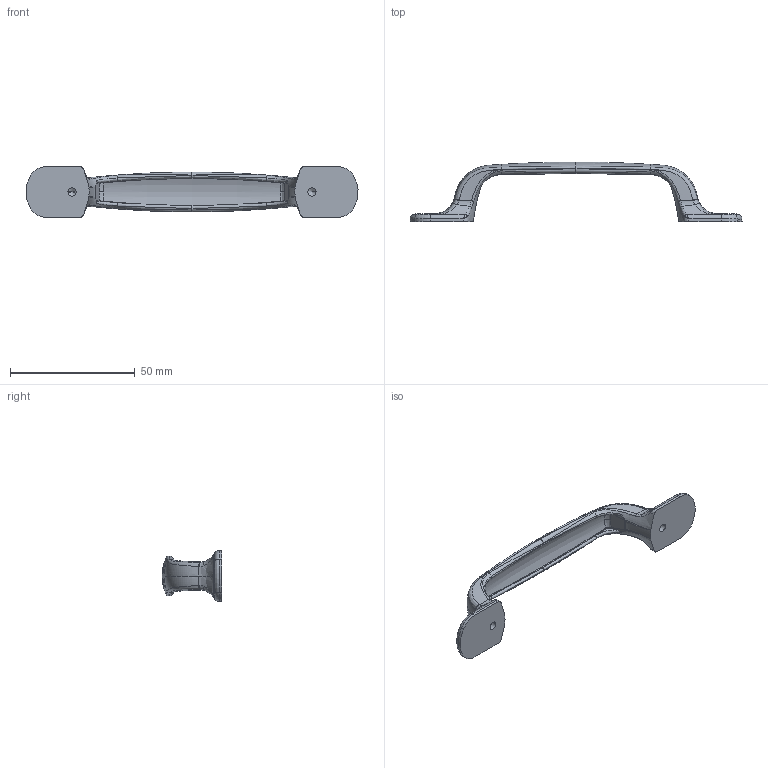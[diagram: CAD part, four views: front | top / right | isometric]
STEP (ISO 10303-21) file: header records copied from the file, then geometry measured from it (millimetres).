
FILE_DESCRIPTION(('Creo Elements/Direct Modeling STEP Export'),'2;1');
FILE_NAME('1000-133.stp','2019-01-08T13:47:22',(''),(''),'Creo Elements/Direct Modeling STEP processor for AP214 (Solid Model)','Creo Elements/Direct Modeling 20.0 12-Nov-2016 (C) Parametric Technology GmbH','');
FILE_SCHEMA(('AUTOMOTIVE_DESIGN { 1 0 10303 214 1 1 1 1 }'));
Length unit declared in the file: millimetre
Products named in the file (1): 1000-133
Bounding box: 132.92 x 24 x 20.4 mm (x, y, z)
Volume: 9348.6 mm3; surface area: 6153.6 mm2
Topology: 1 solids, 1 shells, 213 faces, 532 edges, 313 vertices
Faces by surface type: bspline 140, cylinder 30, plane 20, torus 19, cone 4
Entity records: 249851 total; most frequent: CARTESIAN_POINT 244335, ORIENTED_EDGE 1040, EDGE_CURVE 520, DIRECTION 484, VERTEX_POINT 313, B_SPLINE_CURVE_WITH_KNOTS 261, EDGE_LOOP 217, FACE_OUTER_BOUND 213
